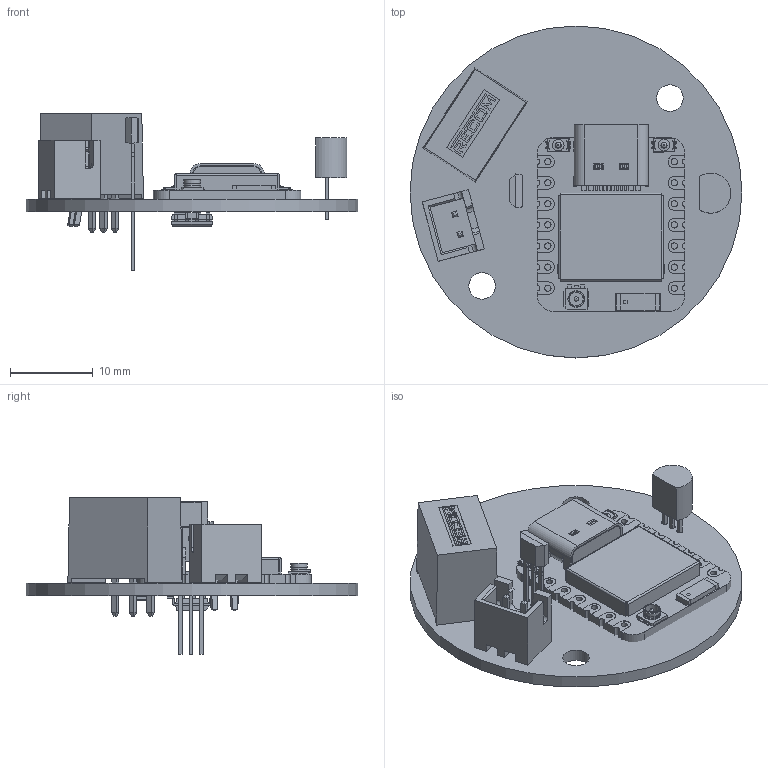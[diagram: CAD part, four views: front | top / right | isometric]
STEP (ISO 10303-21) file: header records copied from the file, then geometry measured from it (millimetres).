
FILE_DESCRIPTION(('KiCad electronic assembly'),'2;1');
FILE_NAME('OpenNav_Windsensor.step','2025-09-30T18:41:15',('Pcbnew'),( 'Kicad'),'Open CASCADE STEP processor 7.8','KiCad to STEP converter' ,'Unknown');
FILE_SCHEMA(('AUTOMOTIVE_DESIGN { 1 0 10303 214 1 1 1 1 }'));
Length unit declared in the file: millimetre
Products named in the file (42): OpenNav_Windsensor 1; SS411P; TO-92_Inline; Seeed Studio XIAO ESP32-C6; Seeed Studio XIAO-ESP32-C6; USB TYPE C PORT; USB TYPE C PORT (1); BOSS-EXTRUDE14_8_; BOSS-EXTRUDE7_4_; BOSS-EXTRUDE7_3_; BOSS-EXTRUDE14_4_; BOSS-EXTRUDE14_2_; BOSS-EXTRUDE14_11_; BOSS-EXTRUDE7_7_; BOSS-EXTRUDE14_9_; BOSS-EXTRUDE14_3_; BOSS-EXTRUDE14_7_; MIRROR2; BOSS-EXTRUDE14_5_; BOSS-EXTRUDE14_12_; BOSS-EXTRUDE7_8_; BOSS-EXTRUDE7_1_; BOSS-EXTRUDE14_10_; BOSS-EXTRUDE7_9_; BOSS-EXTRUDE14_6_; CHAMFER9; BOSS-EXTRUDE14_1_; BOSS-EXTRUDE7_6_; BOSS-EXTRUDE7_2_; CUT-EXTRUDE5; BOSS-EXTRUDE7_5_; U.FL Connector v1; Shield; COMPOUND; SKTAAAE010 v1; KH5220-A36 (Ceramic Antenna) v2; R-78K3.3-0.5; JST_XH_B2B-XH-A_1x02_P2.50mm_Vertical; AS5600-ASOT; C_0603_1608Metric ...
Assembly tree (43 placements, depth 6):
  OpenNav_Windsensor 1
    SS411P
    TO-92_Inline
    Seeed Studio XIAO ESP32-C6
      Seeed Studio XIAO-ESP32-C6
        USB TYPE C PORT
          USB TYPE C PORT (1)
            BOSS-EXTRUDE14_8_
            BOSS-EXTRUDE7_4_
            BOSS-EXTRUDE7_3_
            BOSS-EXTRUDE14_4_
            BOSS-EXTRUDE14_2_
            BOSS-EXTRUDE14_11_
            BOSS-EXTRUDE7_7_
            BOSS-EXTRUDE14_9_
            BOSS-EXTRUDE14_3_
            BOSS-EXTRUDE14_7_
            MIRROR2
            BOSS-EXTRUDE14_5_
            BOSS-EXTRUDE14_12_
            BOSS-EXTRUDE7_8_
            BOSS-EXTRUDE7_1_
            BOSS-EXTRUDE14_10_
            BOSS-EXTRUDE7_9_
            BOSS-EXTRUDE14_6_
            CHAMFER9
            BOSS-EXTRUDE14_1_
            BOSS-EXTRUDE7_6_
            BOSS-EXTRUDE7_2_
            CUT-EXTRUDE5
            BOSS-EXTRUDE7_5_
        U.FL Connector v1
        Shield
        COMPOUND
      SKTAAAE010 v1  x2
      KH5220-A36 (Ceramic Antenna) v2
    R-78K3.3-0.5
    JST_XH_B2B-XH-A_1x02_P2.50mm_Vertical
    AS5600-ASOT
    C_0603_1608Metric
    R_0603_1608Metric  x2
    OpenNav_Windsensor_PCB
Bounding box: 40 x 40 x 18.85 mm (x, y, z)
Volume: 3114.1 mm3; surface area: 6645.5 mm2
Topology: 62 solids, 62 shells, 1710 faces, 4437 edges, 2899 vertices
Faces by surface type: plane 1282, cylinder 333, bspline 65, torus 14, cone 9, sphere 7
Full cylindrical faces by diameter (mm): 0.5 x3, 0.6 x2, 0.75 x20, 1 x2, 1.07 x3, 1.524 x8, 1.65 x1, 1.9 x1, 2 x2, 3.2 x2, 40 x1
Entity records: 55095 total; most frequent: CARTESIAN_POINT 9779, ORIENTED_EDGE 8202, DIRECTION 7776, EDGE_CURVE 4101, LINE 3316, VECTOR 3316, VERTEX_POINT 2684, AXIS2_PLACEMENT_3D 2230
